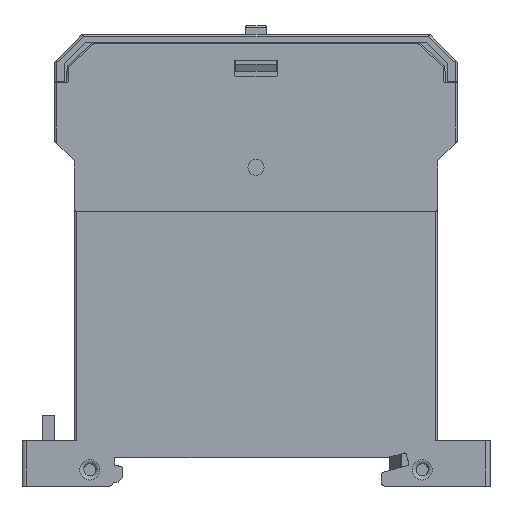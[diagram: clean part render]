
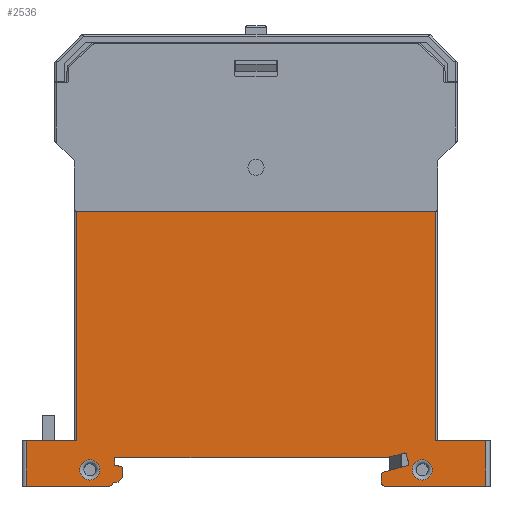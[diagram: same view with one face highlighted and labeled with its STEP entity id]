
A CAD part, front view. The second image highlights one B-rep face of the part: STEP entity #2536.
In plain terms, the highlighted planar face has unit normal (0, -1, 0).
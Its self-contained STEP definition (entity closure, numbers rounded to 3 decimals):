
#1338=FACE_BOUND('',#5638,.T.);
#1339=FACE_BOUND('',#5639,.T.);
#1340=FACE_BOUND('',#5640,.T.);
#1632=CIRCLE('',#31899,1.25);
#1633=CIRCLE('',#31901,0.5);
#1634=CIRCLE('',#31902,0.2);
#1635=CIRCLE('',#31903,0.2);
#1636=CIRCLE('',#31904,0.5);
#1637=CIRCLE('',#31905,0.5);
#1638=CIRCLE('',#31906,1.25);
#2536=ADVANCED_FACE('',(#1338,#1339,#1340),#3705,.F.);
#3705=PLANE('',#31907);
#5638=EDGE_LOOP('',(#7955,#7956,#7957,#7958,#7959,#7960,#7961,#7962,#7963,
#7964,#7965,#7966,#7967,#7968,#7969,#7970,#7971,#7972,#7973,#7974,#7975,
#7976,#7977,#7978));
#5639=EDGE_LOOP('',(#7979));
#5640=EDGE_LOOP('',(#7980));
#7955=ORIENTED_EDGE('',*,*,#19636,.T.);
#7956=ORIENTED_EDGE('',*,*,#19637,.T.);
#7957=ORIENTED_EDGE('',*,*,#19638,.T.);
#7958=ORIENTED_EDGE('',*,*,#19639,.T.);
#7959=ORIENTED_EDGE('',*,*,#19640,.T.);
#7960=ORIENTED_EDGE('',*,*,#19641,.T.);
#7961=ORIENTED_EDGE('',*,*,#19642,.F.);
#7962=ORIENTED_EDGE('',*,*,#19643,.F.);
#7963=ORIENTED_EDGE('',*,*,#19644,.T.);
#7964=ORIENTED_EDGE('',*,*,#19645,.T.);
#7965=ORIENTED_EDGE('',*,*,#19646,.F.);
#7966=ORIENTED_EDGE('',*,*,#19647,.F.);
#7967=ORIENTED_EDGE('',*,*,#19648,.F.);
#7968=ORIENTED_EDGE('',*,*,#19649,.F.);
#7969=ORIENTED_EDGE('',*,*,#19650,.F.);
#7970=ORIENTED_EDGE('',*,*,#19651,.F.);
#7971=ORIENTED_EDGE('',*,*,#19652,.T.);
#7972=ORIENTED_EDGE('',*,*,#19653,.F.);
#7973=ORIENTED_EDGE('',*,*,#19654,.T.);
#7974=ORIENTED_EDGE('',*,*,#19655,.T.);
#7975=ORIENTED_EDGE('',*,*,#19656,.T.);
#7976=ORIENTED_EDGE('',*,*,#19657,.F.);
#7977=ORIENTED_EDGE('',*,*,#19658,.T.);
#7978=ORIENTED_EDGE('',*,*,#19659,.F.);
#7979=ORIENTED_EDGE('',*,*,#19660,.F.);
#7980=ORIENTED_EDGE('',*,*,#19635,.F.);
#15495=VERTEX_POINT('',#43799);
#15496=VERTEX_POINT('',#43802);
#15497=VERTEX_POINT('',#43803);
#15498=VERTEX_POINT('',#43805);
#15499=VERTEX_POINT('',#43807);
#15500=VERTEX_POINT('',#43809);
#15501=VERTEX_POINT('',#43811);
#15502=VERTEX_POINT('',#43813);
#15503=VERTEX_POINT('',#43815);
#15504=VERTEX_POINT('',#43817);
#15505=VERTEX_POINT('',#43819);
#15506=VERTEX_POINT('',#43821);
#15507=VERTEX_POINT('',#43823);
#15508=VERTEX_POINT('',#43825);
#15509=VERTEX_POINT('',#43827);
#15510=VERTEX_POINT('',#43829);
#15511=VERTEX_POINT('',#43831);
#15512=VERTEX_POINT('',#43833);
#15513=VERTEX_POINT('',#43835);
#15514=VERTEX_POINT('',#43837);
#15515=VERTEX_POINT('',#43839);
#15516=VERTEX_POINT('',#43841);
#15517=VERTEX_POINT('',#43843);
#15518=VERTEX_POINT('',#43845);
#15519=VERTEX_POINT('',#43847);
#15520=VERTEX_POINT('',#43850);
#19635=EDGE_CURVE('',#15495,#15495,#1632,.T.);
#19636=EDGE_CURVE('',#15496,#15497,#24622,.T.);
#19637=EDGE_CURVE('',#15497,#15498,#24623,.T.);
#19638=EDGE_CURVE('',#15498,#15499,#24624,.T.);
#19639=EDGE_CURVE('',#15499,#15500,#24625,.T.);
#19640=EDGE_CURVE('',#15500,#15501,#24626,.T.);
#19641=EDGE_CURVE('',#15501,#15502,#24627,.T.);
#19642=EDGE_CURVE('',#15503,#15502,#1633,.T.);
#19643=EDGE_CURVE('',#15504,#15503,#24628,.T.);
#19644=EDGE_CURVE('',#15504,#15505,#24629,.T.);
#19645=EDGE_CURVE('',#15505,#15506,#24630,.T.);
#19646=EDGE_CURVE('',#15507,#15506,#24631,.T.);
#19647=EDGE_CURVE('',#15508,#15507,#24632,.T.);
#19648=EDGE_CURVE('',#15509,#15508,#24633,.T.);
#19649=EDGE_CURVE('',#15510,#15509,#24634,.T.);
#19650=EDGE_CURVE('',#15511,#15510,#1634,.T.);
#19651=EDGE_CURVE('',#15512,#15511,#24635,.T.);
#19652=EDGE_CURVE('',#15512,#15513,#1635,.T.);
#19653=EDGE_CURVE('',#15514,#15513,#24636,.T.);
#19654=EDGE_CURVE('',#15514,#15515,#1636,.T.);
#19655=EDGE_CURVE('',#15515,#15516,#24637,.T.);
#19656=EDGE_CURVE('',#15516,#15517,#1637,.T.);
#19657=EDGE_CURVE('',#15518,#15517,#24638,.T.);
#19658=EDGE_CURVE('',#15518,#15519,#24639,.T.);
#19659=EDGE_CURVE('',#15496,#15519,#24640,.T.);
#19660=EDGE_CURVE('',#15520,#15520,#1638,.T.);
#24622=LINE('',#43801,#28387);
#24623=LINE('',#43804,#28388);
#24624=LINE('',#43806,#28389);
#24625=LINE('',#43808,#28390);
#24626=LINE('',#43810,#28391);
#24627=LINE('',#43812,#28392);
#24628=LINE('',#43816,#28393);
#24629=LINE('',#43818,#28394);
#24630=LINE('',#43820,#28395);
#24631=LINE('',#43822,#28396);
#24632=LINE('',#43824,#28397);
#24633=LINE('',#43826,#28398);
#24634=LINE('',#43828,#28399);
#24635=LINE('',#43832,#28400);
#24636=LINE('',#43836,#28401);
#24637=LINE('',#43840,#28402);
#24638=LINE('',#43844,#28403);
#24639=LINE('',#43846,#28404);
#24640=LINE('',#43848,#28405);
#28387=VECTOR('',#34911,1.);
#28388=VECTOR('',#34912,1.);
#28389=VECTOR('',#34913,1.);
#28390=VECTOR('',#34914,1.);
#28391=VECTOR('',#34915,1.);
#28392=VECTOR('',#34916,1.);
#28393=VECTOR('',#34919,1.);
#28394=VECTOR('',#34920,1.);
#28395=VECTOR('',#34921,1.);
#28396=VECTOR('',#34922,1.);
#28397=VECTOR('',#34923,1.);
#28398=VECTOR('',#34924,1.);
#28399=VECTOR('',#34925,1.);
#28400=VECTOR('',#34928,1.);
#28401=VECTOR('',#34931,1.);
#28402=VECTOR('',#34934,1.);
#28403=VECTOR('',#34937,1.);
#28404=VECTOR('',#34938,1.);
#28405=VECTOR('',#34939,1.);
#31899=AXIS2_PLACEMENT_3D('',#43798,#34907,#34908);
#31901=AXIS2_PLACEMENT_3D('',#43814,#34917,#34918);
#31902=AXIS2_PLACEMENT_3D('',#43830,#34926,#34927);
#31903=AXIS2_PLACEMENT_3D('',#43834,#34929,#34930);
#31904=AXIS2_PLACEMENT_3D('',#43838,#34932,#34933);
#31905=AXIS2_PLACEMENT_3D('',#43842,#34935,#34936);
#31906=AXIS2_PLACEMENT_3D('',#43849,#34940,#34941);
#31907=AXIS2_PLACEMENT_3D('',#43851,#34942,#34943);
#34907=DIRECTION('',(0.,-1.,0.));
#34908=DIRECTION('',(-1.,0.,0.));
#34911=DIRECTION('',(0.,0.,1.));
#34912=DIRECTION('',(-1.,0.,0.));
#34913=DIRECTION('',(0.,0.,-1.));
#34914=DIRECTION('',(-1.,0.,0.));
#34915=DIRECTION('',(0.,0.,-1.));
#34916=DIRECTION('',(1.,0.,0.));
#34917=DIRECTION('',(0.,1.,0.));
#34918=DIRECTION('',(0.707,0.,-0.707));
#34919=DIRECTION('',(-1.,0.,0.));
#34920=DIRECTION('',(0.643,0.,0.766));
#34921=DIRECTION('',(0.,0.,1.));
#34922=DIRECTION('',(0.966,0.,-0.259));
#34923=DIRECTION('',(0.,0.,-1.));
#34924=DIRECTION('',(-1.,0.,0.));
#34925=DIRECTION('',(-0.966,0.,-0.259));
#34926=DIRECTION('',(0.,-1.,0.));
#34927=DIRECTION('',(0.5,0.,0.866));
#34928=DIRECTION('',(-0.259,0.,0.966));
#34929=DIRECTION('',(0.,1.,0.));
#34930=DIRECTION('',(0.866,0.,-0.5));
#34931=DIRECTION('',(0.966,0.,0.259));
#34932=DIRECTION('',(0.,-1.,0.));
#34933=DIRECTION('',(-0.793,0.,0.609));
#34934=DIRECTION('',(0.,0.,-1.));
#34935=DIRECTION('',(0.,-1.,0.));
#34936=DIRECTION('',(-0.707,0.,-0.707));
#34937=DIRECTION('',(-1.,0.,0.));
#34938=DIRECTION('',(0.,0.,1.));
#34939=DIRECTION('',(1.,0.,0.));
#34940=DIRECTION('',(0.,-1.,0.));
#34941=DIRECTION('',(-1.,0.,0.));
#34942=DIRECTION('',(0.,1.,0.));
#34943=DIRECTION('',(0.,0.,-1.));
#43798=CARTESIAN_POINT('',(20.6,0.,2.));
#43799=CARTESIAN_POINT('',(21.85,0.,2.));
#43801=CARTESIAN_POINT('',(22.3,0.,5.6));
#43802=CARTESIAN_POINT('',(22.3,0.,5.6));
#43803=CARTESIAN_POINT('',(22.3,0.,34.));
#43804=CARTESIAN_POINT('',(-22.3,0.,34.));
#43805=CARTESIAN_POINT('',(-22.3,0.,34.));
#43806=CARTESIAN_POINT('',(-22.3,0.,34.));
#43807=CARTESIAN_POINT('',(-22.3,0.,5.6));
#43808=CARTESIAN_POINT('',(-22.3,0.,5.6));
#43809=CARTESIAN_POINT('',(-28.5,0.,5.6));
#43810=CARTESIAN_POINT('',(-28.5,0.,5.6));
#43811=CARTESIAN_POINT('',(-28.5,0.,0.));
#43812=CARTESIAN_POINT('',(-28.5,0.,0.));
#43813=CARTESIAN_POINT('',(-18.2,0.,0.));
#43814=CARTESIAN_POINT('',(-18.2,0.,0.5));
#43815=CARTESIAN_POINT('',(-17.7,0.,0.5));
#43816=CARTESIAN_POINT('',(-17.1,0.,0.5));
#43817=CARTESIAN_POINT('',(-17.1,0.,0.5));
#43818=CARTESIAN_POINT('',(-17.363,0.,0.186));
#43819=CARTESIAN_POINT('',(-16.6,0.,1.096));
#43820=CARTESIAN_POINT('',(-16.6,0.,1.));
#43821=CARTESIAN_POINT('',(-16.6,0.,2.359));
#43822=CARTESIAN_POINT('',(-19.945,0.,3.255));
#43823=CARTESIAN_POINT('',(-17.5,0.,2.6));
#43824=CARTESIAN_POINT('',(-17.5,0.,3.5));
#43825=CARTESIAN_POINT('',(-17.5,0.,3.5));
#43826=CARTESIAN_POINT('',(16.177,0.,3.5));
#43827=CARTESIAN_POINT('',(16.177,0.,3.5));
#43828=CARTESIAN_POINT('',(18.586,0.,4.145));
#43829=CARTESIAN_POINT('',(18.393,0.,4.094));
#43830=CARTESIAN_POINT('',(18.444,0.,3.901));
#43831=CARTESIAN_POINT('',(18.638,0.,3.952));
#43832=CARTESIAN_POINT('',(19.,0.,2.6));
#43833=CARTESIAN_POINT('',(18.948,0.,2.793));
#43834=CARTESIAN_POINT('',(18.755,0.,2.741));
#43835=CARTESIAN_POINT('',(18.807,0.,2.548));
#43836=CARTESIAN_POINT('',(15.871,0.,1.761));
#43837=CARTESIAN_POINT('',(15.871,0.,1.761));
#43838=CARTESIAN_POINT('',(16.,0.,1.279));
#43839=CARTESIAN_POINT('',(15.5,0.,1.279));
#43840=CARTESIAN_POINT('',(15.5,0.,1.279));
#43841=CARTESIAN_POINT('',(15.5,0.,0.5));
#43842=CARTESIAN_POINT('',(16.,0.,0.5));
#43843=CARTESIAN_POINT('',(16.,0.,0.));
#43844=CARTESIAN_POINT('',(28.5,0.,0.));
#43845=CARTESIAN_POINT('',(28.5,0.,0.));
#43846=CARTESIAN_POINT('',(28.5,0.,0.));
#43847=CARTESIAN_POINT('',(28.5,0.,5.6));
#43848=CARTESIAN_POINT('',(22.3,0.,5.6));
#43849=CARTESIAN_POINT('',(-20.6,0.,2.));
#43850=CARTESIAN_POINT('',(-19.35,0.,2.));
#43851=CARTESIAN_POINT('',(-22.5,0.,3.5));
